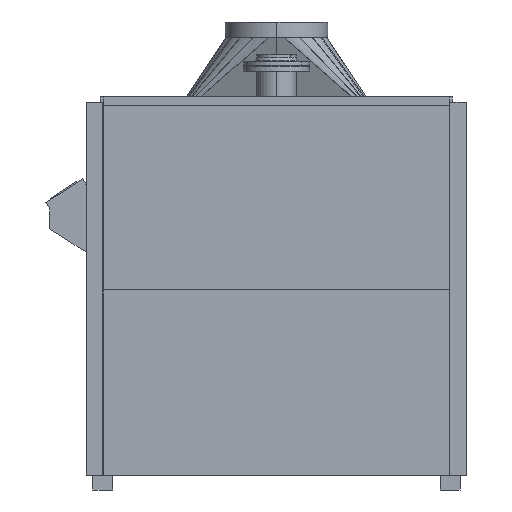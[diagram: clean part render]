
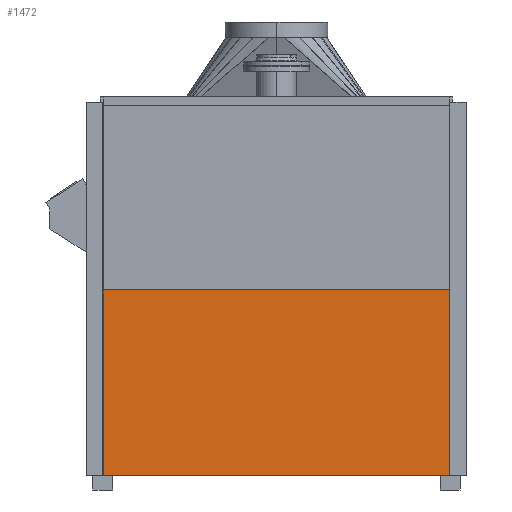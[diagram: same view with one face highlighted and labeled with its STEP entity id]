
A CAD part, left-side view. The second image highlights one B-rep face of the part: STEP entity #1472.
In plain terms, the highlighted planar face has unit normal (-1, 0, 0).
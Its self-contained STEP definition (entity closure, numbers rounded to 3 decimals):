
#981=CARTESIAN_POINT('Axis2P3D Location',(-2360.,0.,0.)) ;
#1256=CARTESIAN_POINT('Vertex',(-2360.,698.,59.)) ;
#1259=CARTESIAN_POINT('Line Origine',(-2360.,698.,432.5)) ;
#1263=CARTESIAN_POINT('Vertex',(-2360.,698.,806.)) ;
#1283=CARTESIAN_POINT('Line Origine',(-2360.,0.,806.)) ;
#1287=CARTESIAN_POINT('Vertex',(-2360.,-698.,806.)) ;
#1302=CARTESIAN_POINT('Line Origine',(-2360.,-698.,432.5)) ;
#1306=CARTESIAN_POINT('Vertex',(-2360.,-698.,59.)) ;
#1461=CARTESIAN_POINT('Line Origine',(-2360.,0.,59.)) ;
#982=DIRECTION('Axis2P3D Direction',(1.,0.,0.)) ;
#983=DIRECTION('Axis2P3D XDirection',(0.,1.,0.)) ;
#1260=DIRECTION('Vector Direction',(0.,0.,-1.)) ;
#1284=DIRECTION('Vector Direction',(0.,1.,0.)) ;
#1303=DIRECTION('Vector Direction',(0.,0.,1.)) ;
#1462=DIRECTION('Vector Direction',(0.,-1.,0.)) ;
#984=AXIS2_PLACEMENT_3D('Plane Axis2P3D',#981,#982,#983) ;
#1467=ORIENTED_EDGE('',*,*,#1308,.F.) ;
#1468=ORIENTED_EDGE('',*,*,#1289,.F.) ;
#1469=ORIENTED_EDGE('',*,*,#1265,.F.) ;
#1470=ORIENTED_EDGE('',*,*,#1465,.F.) ;
#1261=VECTOR('Line Direction',#1260,1.) ;
#1285=VECTOR('Line Direction',#1284,1.) ;
#1304=VECTOR('Line Direction',#1303,1.) ;
#1463=VECTOR('Line Direction',#1462,1.) ;
#1472=ADVANCED_FACE('K\X2\00F6\X0\rper.2',(#1471),#985,.F.) ;
#1265=EDGE_CURVE('',#1257,#1264,#1262,.F.) ;
#1289=EDGE_CURVE('',#1264,#1288,#1286,.F.) ;
#1308=EDGE_CURVE('',#1288,#1307,#1305,.F.) ;
#1465=EDGE_CURVE('',#1307,#1257,#1464,.F.) ;
#1466=EDGE_LOOP('',(#1467,#1468,#1469,#1470)) ;
#1471=FACE_OUTER_BOUND('',#1466,.T.) ;
#1262=LINE('Line',#1259,#1261) ;
#1286=LINE('Line',#1283,#1285) ;
#1305=LINE('Line',#1302,#1304) ;
#1464=LINE('Line',#1461,#1463) ;
#985=PLANE('',#984) ;
#1257=VERTEX_POINT('',#1256) ;
#1264=VERTEX_POINT('',#1263) ;
#1288=VERTEX_POINT('',#1287) ;
#1307=VERTEX_POINT('',#1306) ;
